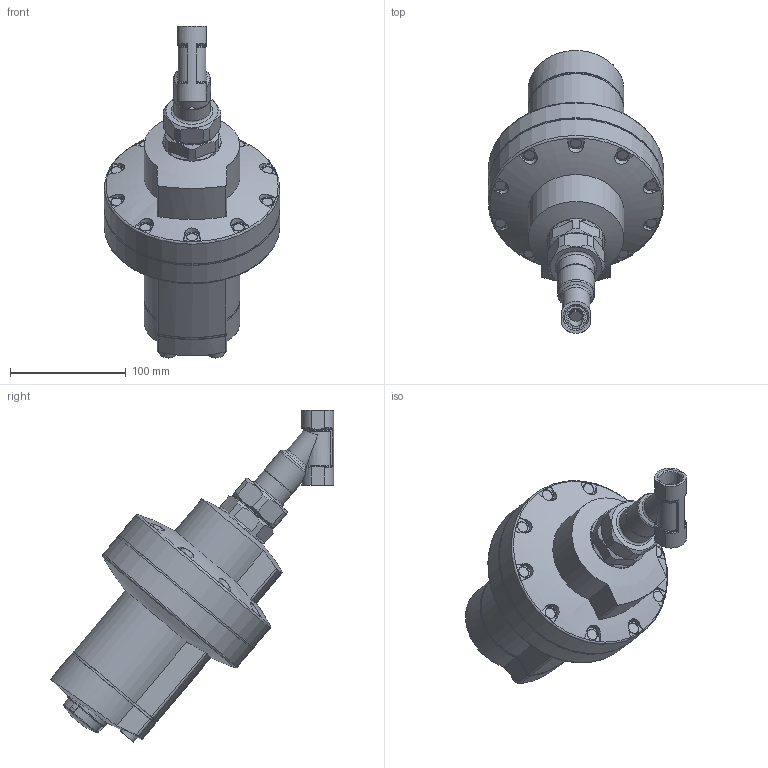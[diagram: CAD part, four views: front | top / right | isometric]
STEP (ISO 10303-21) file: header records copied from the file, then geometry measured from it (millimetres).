
FILE_DESCRIPTION(/* description */ ('STEP AP214'),/* implementation_level */ '2;1');
FILE_NAME(/* name */ '8060526_VZXA-A-TS7-2_1_2-M2-V14T-8-M-90-26-PR-V4',/* time_stamp */ '2024-09-18T11:28:11+02:00',/* author */ ('License CC BY-ND 4.0'),/* organization */ ('CADENAS'),/* preprocessor_version */ 'ST-DEVELOPER v19.3',/* originating_system */ 'PARTsolutions',/* authorisation */ ' ');
FILE_SCHEMA (('AUTOMOTIVE_DESIGN {1 0 10303 214 3 1 1}'));
Length unit declared in the file: millimetre
Products named in the file (5): 8060526 VZXA-A-TS7-2 1/2-M2-V14T-8-M-90-26-PR-V4---(0); 3539411 VZZA---T-S7-13-M2-V14-T; 3539414 DFPM_h---(0); 3539412 DFPK-75---(-_V4cap); 2284889 DFPK---(cover)
Assembly tree (4 placements, depth 2):
  8060526 VZXA-A-TS7-2 1/2-M2-V14T-8-M-90-26-PR-V4---(0)
    3539411 VZZA---T-S7-13-M2-V14-T
    3539414 DFPM_h---(0)
    3539412 DFPK-75---(-_V4cap)
    2284889 DFPK---(cover)
Bounding box: 151.3 x 244.2 x 286.24 mm (x, y, z)
Volume: 1939046.9 mm3; surface area: 171779.6 mm2
Topology: 4 solids, 5 shells, 521 faces, 1242 edges, 796 vertices
Faces by surface type: plane 205, cylinder 147, cone 94, torus 66, sphere 9
Full cylindrical faces by diameter (mm): 3 x2, 4 x2, 5.8 x2, 6 x2, 7 x2, 7.2 x2, 8.2 x1, 8.566 x2, 9.5 x10, 9.8 x1, 10 x4, 10.15 x2, 11.8 x1, 15 x2, 16 x5, 16.2 x1, 18.2 x1, 20 x1, 28 x1, 28.5 x1, 32 x2, 33.1 x1, 33.376 x1, 33.835 x1, 36 x1, 37 x2, 37.8 x1, 37.835 x1, 38 x1, 39.4 x2
Entity records: 16016 total; most frequent: CARTESIAN_POINT 3308, DIRECTION 2346, ORIENTED_EDGE 2022, AXIS2_PLACEMENT_3D 1033, EDGE_CURVE 1011, FACE_BOUND 769, EDGE_LOOP 767, VERTEX_POINT 746
